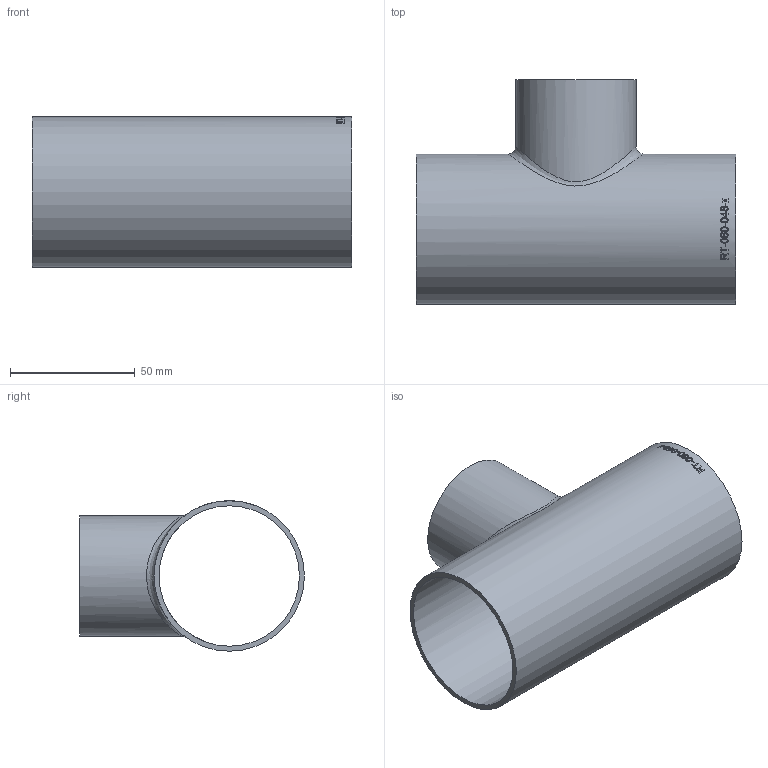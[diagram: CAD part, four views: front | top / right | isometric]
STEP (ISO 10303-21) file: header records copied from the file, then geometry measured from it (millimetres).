
FILE_DESCRIPTION (( 'STEP AP214' ), '1' );
FILE_NAME ('RT-060-048-x T-Stück Ø60,3x2,0-Ø48,3x2,0 BL128 1910.STEP', '2019-10-22T09:03:36', ( '' ), ( '' ), 'SwSTEP 2.0', 'SolidWorks 2016', '' );
FILE_SCHEMA (( 'AUTOMOTIVE_DESIGN' ));
Length unit declared in the file: millimetre
Products named in the file (1): RT-060-048-x T-Stück Ø60,3x2,0-Ø48,3x2,0 BL128 1910
Bounding box: 128 x 90.15 x 60.3 mm (x, y, z)
Volume: 53697.8 mm3; surface area: 54545.5 mm2
Topology: 1 solids, 1 shells, 159 faces, 409 edges, 272 vertices
Faces by surface type: bspline 87, plane 48, cylinder 24
Full cylindrical faces by diameter (mm): 44.3 x1, 48.3 x1, 56.3 x1, 60.3 x1
Entity records: 18934 total; most frequent: CARTESIAN_POINT 14227, ORIENTED_EDGE 800, EDGE_CURVE 400, DIRECTION 336, VERTEX_POINT 270, B_SPLINE_CURVE_WITH_KNOTS 268, EDGE_LOOP 190, FACE_OUTER_BOUND 165
